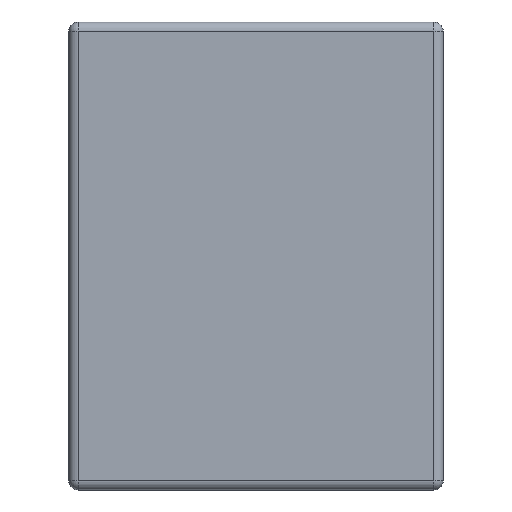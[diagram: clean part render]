
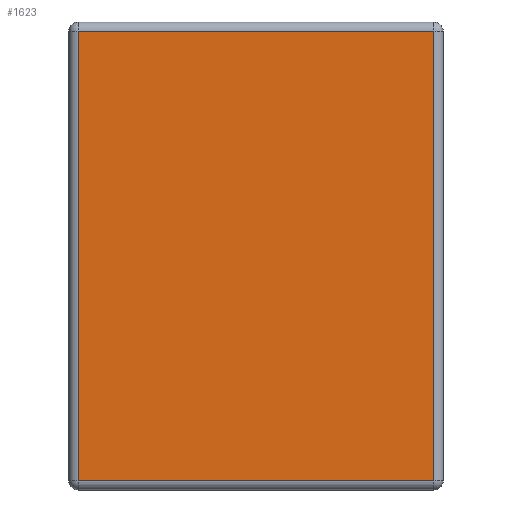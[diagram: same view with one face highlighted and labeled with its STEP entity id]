
A CAD part, left-side view. The second image highlights one B-rep face of the part: STEP entity #1623.
In plain terms, the highlighted planar face has unit normal (-1, 0, 0).
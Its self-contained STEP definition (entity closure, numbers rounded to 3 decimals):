
#1354 = CARTESIAN_POINT ( 'NONE',  ( -1.6, 0.05, -1.2 ) ) ;
#1393 = FACE_OUTER_BOUND ( 'NONE', #1660, .T. ) ;
#1407 = DIRECTION ( 'NONE',  ( 0., 0., 1. ) ) ;
#1408 = VECTOR ( 'NONE', #1407, 1000. ) ;
#1409 = CARTESIAN_POINT ( 'NONE',  ( -1.6, 0.05, 1.25 ) ) ;
#1410 = LINE ( 'NONE', #1409, #1408 ) ;
#1427 = DIRECTION ( 'NONE',  ( 0., 0., -1. ) ) ;
#1428 = DIRECTION ( 'NONE',  ( 1., 0., 0. ) ) ;
#1429 = CARTESIAN_POINT ( 'NONE',  ( -1.6, 2., 1.25 ) ) ;
#1430 = AXIS2_PLACEMENT_3D ( 'NONE', #1429, #1428, #1427 ) ;
#1433 = PLANE ( 'NONE',  #1430 ) ;
#1450 = DIRECTION ( 'NONE',  ( 0., 0., -1. ) ) ;
#1451 = VECTOR ( 'NONE', #1450, 1000. ) ;
#1452 = CARTESIAN_POINT ( 'NONE',  ( -1.6, 1.95, 1.25 ) ) ;
#1454 = LINE ( 'NONE', #1452, #1451 ) ;
#1455 = DIRECTION ( 'NONE',  ( 0., -1., 0. ) ) ;
#1456 = VECTOR ( 'NONE', #1455, 1000. ) ;
#1457 = CARTESIAN_POINT ( 'NONE',  ( -1.6, 2., -1.2 ) ) ;
#1458 = LINE ( 'NONE', #1457, #1456 ) ;
#1518 = CARTESIAN_POINT ( 'NONE',  ( -1.6, 1.95, -1.2 ) ) ;
#1519 = CARTESIAN_POINT ( 'NONE',  ( -1.6, 1.95, 1.2 ) ) ;
#1520 = CARTESIAN_POINT ( 'NONE',  ( -1.6, 0.05, 1.2 ) ) ;
#1521 = DIRECTION ( 'NONE',  ( 0., 1., 0. ) ) ;
#1522 = VECTOR ( 'NONE', #1521, 1000. ) ;
#1523 = CARTESIAN_POINT ( 'NONE',  ( -1.6, 2., 1.2 ) ) ;
#1524 = LINE ( 'NONE', #1523, #1522 ) ;
#1612 = VERTEX_POINT ( 'NONE', #1354 ) ;
#1614 = EDGE_CURVE ( 'NONE', #1612, #1658, #1410, .T. ) ;
#1622 = ORIENTED_EDGE ( 'NONE', *, *, #1614, .T. ) ;
#1623 = ADVANCED_FACE ( 'NONE', ( #1393 ), #1433, .F. ) ;
#1629 = EDGE_CURVE ( 'NONE', #1664, #1612, #1458, .T. ) ;
#1630 = EDGE_CURVE ( 'NONE', #1659, #1664, #1454, .T. ) ;
#1636 = ORIENTED_EDGE ( 'NONE', *, *, #1629, .T. ) ;
#1657 = EDGE_CURVE ( 'NONE', #1658, #1659, #1524, .T. ) ;
#1658 = VERTEX_POINT ( 'NONE', #1520 ) ;
#1659 = VERTEX_POINT ( 'NONE', #1519 ) ;
#1660 = EDGE_LOOP ( 'NONE', ( #1661, #1663, #1636, #1622 ) ) ;
#1661 = ORIENTED_EDGE ( 'NONE', *, *, #1657, .T. ) ;
#1663 = ORIENTED_EDGE ( 'NONE', *, *, #1630, .T. ) ;
#1664 = VERTEX_POINT ( 'NONE', #1518 ) ;
